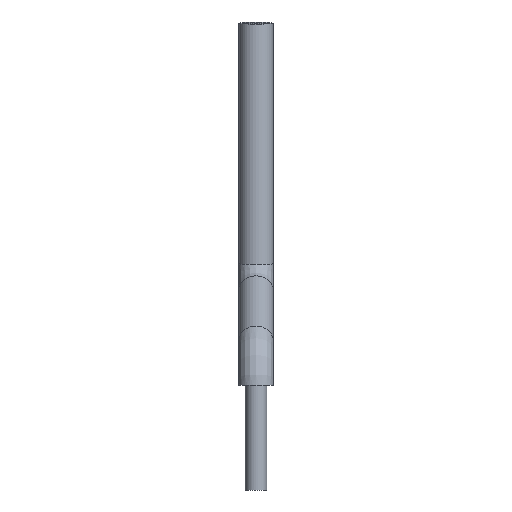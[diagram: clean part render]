
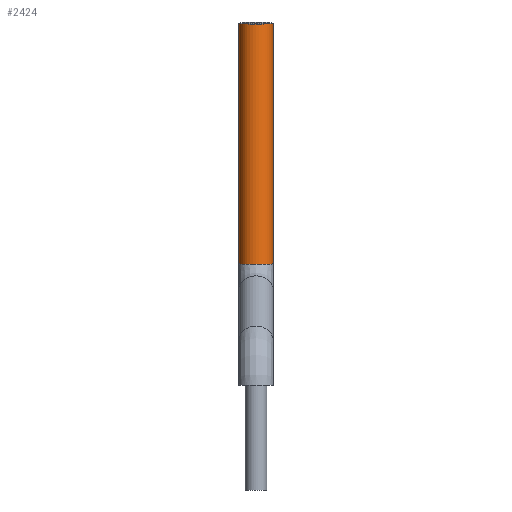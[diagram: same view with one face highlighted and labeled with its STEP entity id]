
A CAD part, left-side view. The second image highlights one B-rep face of the part: STEP entity #2424.
In plain terms, the highlighted face is a extrusion surface.
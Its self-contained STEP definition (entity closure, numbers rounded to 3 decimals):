
#2082 = EDGE_CURVE('',#2083,#2083,#2085,.T.);
#2083 = VERTEX_POINT('',#2084);
#2084 = CARTESIAN_POINT('',(-1.2,0.,8.691));
#2085 = SURFACE_CURVE('',#2086,(#2091,#2103),.PCURVE_S1.);
#2086 = CIRCLE('',#2087,0.4);
#2087 = AXIS2_PLACEMENT_3D('',#2088,#2089,#2090);
#2088 = CARTESIAN_POINT('',(-1.6,0.,8.68));
#2089 = DIRECTION('',(-0.028,0.,
    1.));
#2090 = DIRECTION('',(1.,0.,0.028));
#2091 = PCURVE('',#2092,#2097);
#2092 = PLANE('',#2093);
#2093 = AXIS2_PLACEMENT_3D('',#2094,#2095,#2096);
#2094 = CARTESIAN_POINT('',(-1.6,0.,8.68));
#2095 = DIRECTION('',(-0.028,0.,1.));
#2096 = DIRECTION('',(1.,0.,0.028));
#2097 = DEFINITIONAL_REPRESENTATION('',(#2098),#2102);
#2098 = CIRCLE('',#2099,0.4);
#2099 = AXIS2_PLACEMENT_2D('',#2100,#2101);
#2100 = CARTESIAN_POINT('',(0.,0.));
#2101 = DIRECTION('',(1.,0.));
#2102 = ( GEOMETRIC_REPRESENTATION_CONTEXT(2) 
PARAMETRIC_REPRESENTATION_CONTEXT() REPRESENTATION_CONTEXT('2D SPACE',''
  ) );
#2103 = PCURVE('',#2104,#2112);
#2104 = SURFACE_OF_LINEAR_EXTRUSION('',#2105,#2110);
#2105 = CIRCLE('',#2106,0.4);
#2106 = AXIS2_PLACEMENT_3D('',#2107,#2108,#2109);
#2107 = CARTESIAN_POINT('',(-1.6,0.,8.68));
#2108 = DIRECTION('',(-0.028,0.,1.));
#2109 = DIRECTION('',(1.,0.,0.028));
#2110 = VECTOR('',#2111,1.);
#2111 = DIRECTION('',(0.,0.,-1.));
#2112 = DEFINITIONAL_REPRESENTATION('',(#2113),#2117);
#2113 = LINE('',#2114,#2115);
#2114 = CARTESIAN_POINT('',(0.,0.));
#2115 = VECTOR('',#2116,1.);
#2116 = DIRECTION('',(1.,0.));
#2117 = ( GEOMETRIC_REPRESENTATION_CONTEXT(2) 
PARAMETRIC_REPRESENTATION_CONTEXT() REPRESENTATION_CONTEXT('2D SPACE',''
  ) );
#2424 = ADVANCED_FACE('',(#2425),#2104,.F.);
#2425 = FACE_BOUND('',#2426,.F.);
#2426 = EDGE_LOOP('',(#2427,#2450,#2481,#2482));
#2427 = ORIENTED_EDGE('',*,*,#2428,.T.);
#2428 = EDGE_CURVE('',#2083,#2429,#2431,.T.);
#2429 = VERTEX_POINT('',#2430);
#2430 = CARTESIAN_POINT('',(-1.2,0.,3.191));
#2431 = SEAM_CURVE('',#2432,(#2436,#2443),.PCURVE_S1.);
#2432 = LINE('',#2433,#2434);
#2433 = CARTESIAN_POINT('',(-1.2,0.,8.691));
#2434 = VECTOR('',#2435,1.);
#2435 = DIRECTION('',(0.,0.,-1.));
#2436 = PCURVE('',#2104,#2437);
#2437 = DEFINITIONAL_REPRESENTATION('',(#2438),#2442);
#2438 = LINE('',#2439,#2440);
#2439 = CARTESIAN_POINT('',(6.283,0.));
#2440 = VECTOR('',#2441,1.);
#2441 = DIRECTION('',(0.,1.));
#2442 = ( GEOMETRIC_REPRESENTATION_CONTEXT(2) 
PARAMETRIC_REPRESENTATION_CONTEXT() REPRESENTATION_CONTEXT('2D SPACE',''
  ) );
#2443 = PCURVE('',#2104,#2444);
#2444 = DEFINITIONAL_REPRESENTATION('',(#2445),#2449);
#2445 = LINE('',#2446,#2447);
#2446 = CARTESIAN_POINT('',(0.,0.));
#2447 = VECTOR('',#2448,1.);
#2448 = DIRECTION('',(0.,1.));
#2449 = ( GEOMETRIC_REPRESENTATION_CONTEXT(2) 
PARAMETRIC_REPRESENTATION_CONTEXT() REPRESENTATION_CONTEXT('2D SPACE',''
  ) );
#2450 = ORIENTED_EDGE('',*,*,#2451,.F.);
#2451 = EDGE_CURVE('',#2429,#2429,#2452,.T.);
#2452 = SURFACE_CURVE('',#2453,(#2458,#2465),.PCURVE_S1.);
#2453 = CIRCLE('',#2454,0.4);
#2454 = AXIS2_PLACEMENT_3D('',#2455,#2456,#2457);
#2455 = CARTESIAN_POINT('',(-1.6,0.,3.18));
#2456 = DIRECTION('',(-0.028,0.,
    1.));
#2457 = DIRECTION('',(1.,0.,0.028));
#2458 = PCURVE('',#2104,#2459);
#2459 = DEFINITIONAL_REPRESENTATION('',(#2460),#2464);
#2460 = LINE('',#2461,#2462);
#2461 = CARTESIAN_POINT('',(0.,5.5));
#2462 = VECTOR('',#2463,1.);
#2463 = DIRECTION('',(1.,0.));
#2464 = ( GEOMETRIC_REPRESENTATION_CONTEXT(2) 
PARAMETRIC_REPRESENTATION_CONTEXT() REPRESENTATION_CONTEXT('2D SPACE',''
  ) );
#2465 = PCURVE('',#2466,#2475);
#2466 = SURFACE_OF_REVOLUTION('',#2467,#2472);
#2467 = CIRCLE('',#2468,0.4);
#2468 = AXIS2_PLACEMENT_3D('',#2469,#2470,#2471);
#2469 = CARTESIAN_POINT('',(-1.592,0.,3.292));
#2470 = DIRECTION('',(-0.171,0.,0.985));
#2471 = DIRECTION('',(0.985,0.,0.171));
#2472 = AXIS1_PLACEMENT('',#2473,#2474);
#2473 = CARTESIAN_POINT('',(-2.374,0.,3.292));
#2474 = DIRECTION('',(0.,1.,0.));
#2475 = DEFINITIONAL_REPRESENTATION('',(#2476),#2480);
#2476 = LINE('',#2477,#2478);
#2477 = CARTESIAN_POINT('',(0.144,0.));
#2478 = VECTOR('',#2479,1.);
#2479 = DIRECTION('',(0.,1.));
#2480 = ( GEOMETRIC_REPRESENTATION_CONTEXT(2) 
PARAMETRIC_REPRESENTATION_CONTEXT() REPRESENTATION_CONTEXT('2D SPACE',''
  ) );
#2481 = ORIENTED_EDGE('',*,*,#2428,.F.);
#2482 = ORIENTED_EDGE('',*,*,#2082,.T.);
